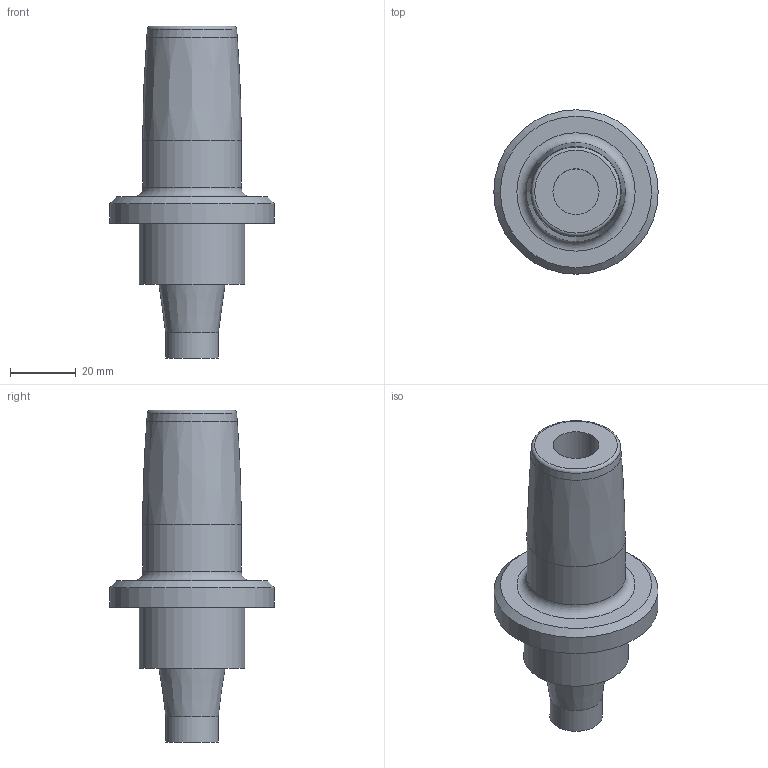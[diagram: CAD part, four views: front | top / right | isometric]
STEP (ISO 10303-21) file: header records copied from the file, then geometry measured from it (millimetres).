
FILE_DESCRIPTION(/* description */ (''),/* implementation_level */ '2;1');
FILE_NAME(/* name */ 'W9990504_stp.stp',/* time_stamp */ '2017-05-15T10:43:06+02:00',/* author */ (''),/* organization */ (''),/* preprocessor_version */ 'ST-DEVELOPER v15',/* originating_system */ 'SIEMENS PLM Software NX 9.0',/* authorisation */ '');
FILE_SCHEMA (('AUTOMOTIVE_DESIGN { 1 0 10303 214 3 1 1 1 }'));
Length unit declared in the file: millimetre
Products named in the file (1): reic1F4CA23Dza52
Bounding box: 50 x 50 x 101 mm (x, y, z)
Volume: 63721.9 mm3; surface area: 14549.3 mm2
Topology: 1 solids, 1 shells, 17 faces, 28 edges, 17 vertices
Faces by surface type: plane 6, cylinder 5, cone 3, torus 2, bspline 1
Full cylindrical faces by diameter (mm): 14 x1, 16 x1, 30 x1, 32 x1, 50 x1
Entity records: 425 total; most frequent: CARTESIAN_POINT 77, DIRECTION 66, AXIS2_PLACEMENT_3D 33, EDGE_LOOP 32, ORIENTED_EDGE 32, FACE_BOUND 30, ADVANCED_FACE 17, VERTEX_POINT 16
